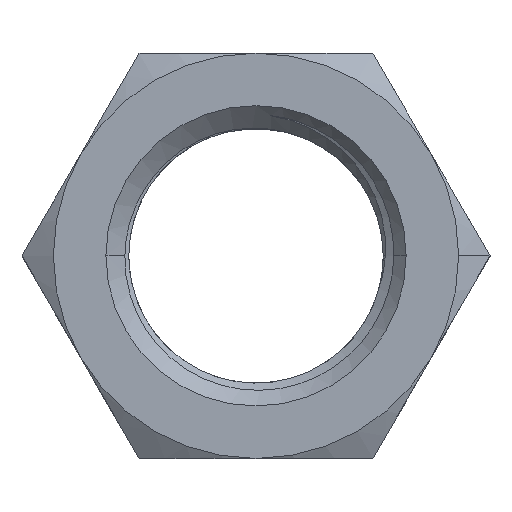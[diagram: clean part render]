
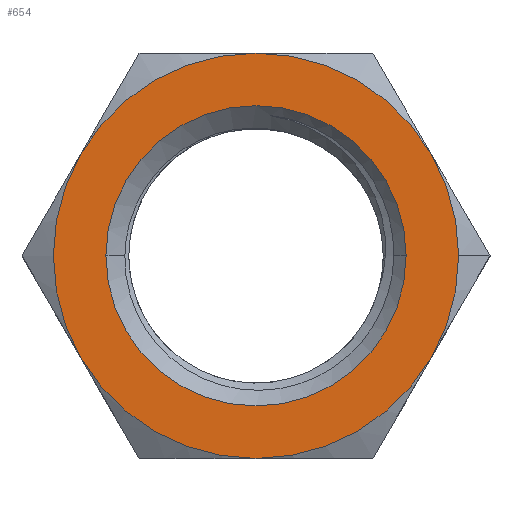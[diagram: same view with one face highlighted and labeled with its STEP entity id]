
A CAD part, top view. The second image highlights one B-rep face of the part: STEP entity #654.
In plain terms, the highlighted planar face has unit normal (0, 0, 1).
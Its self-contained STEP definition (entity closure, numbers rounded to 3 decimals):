
#17 = CIRCLE ( 'NONE', #2872, 42.6 ) ;
#90 = VERTEX_POINT ( 'NONE', #1987 ) ;
#134 = VERTEX_POINT ( 'NONE', #3224 ) ;
#171 = DIRECTION ( 'NONE',  ( 1., 0., 0. ) ) ;
#194 = DIRECTION ( 'NONE',  ( 1., 0., 0. ) ) ;
#235 = VERTEX_POINT ( 'NONE', #3626 ) ;
#242 = AXIS2_PLACEMENT_3D ( 'NONE', #2817, #1873, #321 ) ;
#245 = DIRECTION ( 'NONE',  ( 1., 0., 0. ) ) ;
#269 = CARTESIAN_POINT ( 'NONE',  ( 0., 0., 64. ) ) ;
#321 = DIRECTION ( 'NONE',  ( 1., 0., 0. ) ) ;
#412 = EDGE_LOOP ( 'NONE', ( #2023, #1214 ) ) ;
#428 = CIRCLE ( 'NONE', #3353, 57.5 ) ;
#432 = VERTEX_POINT ( 'NONE', #838 ) ;
#442 = EDGE_CURVE ( 'NONE', #1791, #432, #3194, .T. ) ;
#483 = EDGE_CURVE ( 'NONE', #3745, #1791, #3090, .T. ) ;
#528 = DIRECTION ( 'NONE',  ( 0., 0., -1. ) ) ;
#530 = EDGE_CURVE ( 'NONE', #134, #2495, #17, .T. ) ;
#536 = CARTESIAN_POINT ( 'NONE',  ( 0., 0., 64. ) ) ;
#558 = DIRECTION ( 'NONE',  ( 1., 0., 0. ) ) ;
#577 = CIRCLE ( 'NONE', #1427, 57.5 ) ;
#579 = CARTESIAN_POINT ( 'NONE',  ( 0., 0., 64. ) ) ;
#602 = DIRECTION ( 'NONE',  ( 1., 0., 0. ) ) ;
#654 = ADVANCED_FACE ( 'NONE', ( #2242, #3841 ), #3804, .T. ) ;
#704 = EDGE_CURVE ( 'NONE', #90, #1611, #2546, .T. ) ;
#776 = CIRCLE ( 'NONE', #2657, 42.6 ) ;
#828 = EDGE_LOOP ( 'NONE', ( #3691, #3290, #2099, #3596, #3838, #1856, #1136 ) ) ;
#838 = CARTESIAN_POINT ( 'NONE',  ( 49.796, -28.75, 64. ) ) ;
#840 = DIRECTION ( 'NONE',  ( 0., 0., 1. ) ) ;
#962 = EDGE_CURVE ( 'NONE', #2495, #134, #776, .T. ) ;
#1097 = CARTESIAN_POINT ( 'NONE',  ( 0., -57.5, 64. ) ) ;
#1136 = ORIENTED_EDGE ( 'NONE', *, *, #442, .T. ) ;
#1214 = ORIENTED_EDGE ( 'NONE', *, *, #962, .T. ) ;
#1232 = DIRECTION ( 'NONE',  ( 0., 0., 1. ) ) ;
#1299 = DIRECTION ( 'NONE',  ( 0., 0., 1. ) ) ;
#1427 = AXIS2_PLACEMENT_3D ( 'NONE', #3110, #2441, #558 ) ;
#1496 = DIRECTION ( 'NONE',  ( 0., 0., 1. ) ) ;
#1611 = VERTEX_POINT ( 'NONE', #1905 ) ;
#1677 = AXIS2_PLACEMENT_3D ( 'NONE', #2327, #3649, #171 ) ;
#1783 = AXIS2_PLACEMENT_3D ( 'NONE', #3474, #1874, #602 ) ;
#1791 = VERTEX_POINT ( 'NONE', #1097 ) ;
#1822 = CARTESIAN_POINT ( 'NONE',  ( -49.796, -28.75, 64. ) ) ;
#1856 = ORIENTED_EDGE ( 'NONE', *, *, #483, .T. ) ;
#1865 = DIRECTION ( 'NONE',  ( 1., 0., 0. ) ) ;
#1873 = DIRECTION ( 'NONE',  ( 0., 0., 1. ) ) ;
#1874 = DIRECTION ( 'NONE',  ( 0., 0., 1. ) ) ;
#1905 = CARTESIAN_POINT ( 'NONE',  ( -49.796, 28.75, 64. ) ) ;
#1987 = CARTESIAN_POINT ( 'NONE',  ( 0., 57.5, 64. ) ) ;
#1999 = EDGE_CURVE ( 'NONE', #3734, #90, #3673, .T. ) ;
#2023 = ORIENTED_EDGE ( 'NONE', *, *, #530, .T. ) ;
#2099 = ORIENTED_EDGE ( 'NONE', *, *, #1999, .T. ) ;
#2170 = DIRECTION ( 'NONE',  ( 1., 0., 0. ) ) ;
#2217 = CARTESIAN_POINT ( 'NONE',  ( 49.796, 28.75, 64. ) ) ;
#2242 = FACE_BOUND ( 'NONE', #412, .T. ) ;
#2327 = CARTESIAN_POINT ( 'NONE',  ( 0., 0., 64. ) ) ;
#2334 = EDGE_CURVE ( 'NONE', #235, #3734, #2712, .T. ) ;
#2422 = CARTESIAN_POINT ( 'NONE',  ( 0., 0., 64. ) ) ;
#2441 = DIRECTION ( 'NONE',  ( 0., 0., 1. ) ) ;
#2495 = VERTEX_POINT ( 'NONE', #2910 ) ;
#2516 = AXIS2_PLACEMENT_3D ( 'NONE', #579, #1232, #3728 ) ;
#2546 = CIRCLE ( 'NONE', #1677, 57.5 ) ;
#2657 = AXIS2_PLACEMENT_3D ( 'NONE', #2422, #528, #194 ) ;
#2712 = CIRCLE ( 'NONE', #1783, 57.5 ) ;
#2817 = CARTESIAN_POINT ( 'NONE',  ( 0., 0., 64. ) ) ;
#2872 = AXIS2_PLACEMENT_3D ( 'NONE', #269, #4046, #1865 ) ;
#2910 = CARTESIAN_POINT ( 'NONE',  ( -42.6, 0., 64. ) ) ;
#2978 = EDGE_CURVE ( 'NONE', #432, #235, #428, .T. ) ;
#3021 = AXIS2_PLACEMENT_3D ( 'NONE', #3768, #1496, #2170 ) ;
#3090 = CIRCLE ( 'NONE', #3021, 57.5 ) ;
#3110 = CARTESIAN_POINT ( 'NONE',  ( 0., 0., 64. ) ) ;
#3194 = CIRCLE ( 'NONE', #2516, 57.5 ) ;
#3195 = CARTESIAN_POINT ( 'NONE',  ( 0., 0., 64. ) ) ;
#3224 = CARTESIAN_POINT ( 'NONE',  ( 42.6, 0., 64. ) ) ;
#3290 = ORIENTED_EDGE ( 'NONE', *, *, #2334, .T. ) ;
#3353 = AXIS2_PLACEMENT_3D ( 'NONE', #536, #840, #245 ) ;
#3474 = CARTESIAN_POINT ( 'NONE',  ( 0., 0., 64. ) ) ;
#3508 = DIRECTION ( 'NONE',  ( 1., 0., 0. ) ) ;
#3585 = AXIS2_PLACEMENT_3D ( 'NONE', #3195, #1299, #3508 ) ;
#3596 = ORIENTED_EDGE ( 'NONE', *, *, #704, .T. ) ;
#3626 = CARTESIAN_POINT ( 'NONE',  ( 57.5, 0., 64. ) ) ;
#3649 = DIRECTION ( 'NONE',  ( 0., 0., 1. ) ) ;
#3673 = CIRCLE ( 'NONE', #242, 57.5 ) ;
#3690 = EDGE_CURVE ( 'NONE', #1611, #3745, #577, .T. ) ;
#3691 = ORIENTED_EDGE ( 'NONE', *, *, #2978, .T. ) ;
#3728 = DIRECTION ( 'NONE',  ( 1., 0., 0. ) ) ;
#3734 = VERTEX_POINT ( 'NONE', #2217 ) ;
#3745 = VERTEX_POINT ( 'NONE', #1822 ) ;
#3768 = CARTESIAN_POINT ( 'NONE',  ( 0., 0., 64. ) ) ;
#3804 = PLANE ( 'NONE',  #3585 ) ;
#3838 = ORIENTED_EDGE ( 'NONE', *, *, #3690, .T. ) ;
#3841 = FACE_OUTER_BOUND ( 'NONE', #828, .T. ) ;
#4046 = DIRECTION ( 'NONE',  ( 0., 0., -1. ) ) ;
